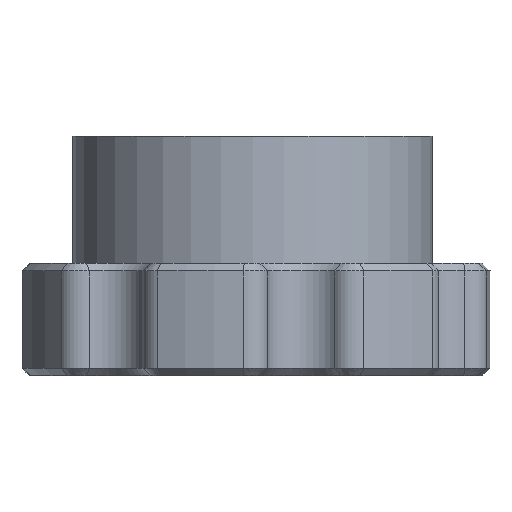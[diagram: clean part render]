
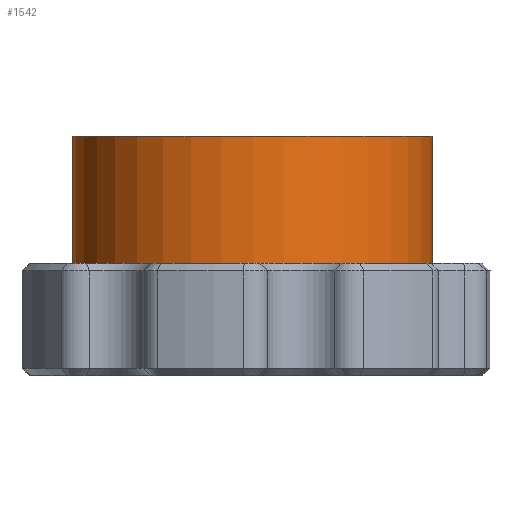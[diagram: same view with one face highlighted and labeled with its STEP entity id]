
A CAD part, left-side view. The second image highlights one B-rep face of the part: STEP entity #1542.
In plain terms, the highlighted cylindrical face has radius 24 mm (diameter 48 mm), a full revolution.
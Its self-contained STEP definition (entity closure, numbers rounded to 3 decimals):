
#96=FACE_OUTER_BOUND('',#200,.T.);
#200=EDGE_LOOP('',(#1085,#1086,#1087,#1088));
#293=CIRCLE('',#1658,24.);
#294=CIRCLE('',#1661,24.);
#445=LINE('',#4472,#538);
#538=VECTOR('',#1907,24.);
#651=VERTEX_POINT('',#4466);
#652=VERTEX_POINT('',#4470);
#807=EDGE_CURVE('',#651,#651,#293,.T.);
#808=EDGE_CURVE('',#652,#652,#294,.T.);
#809=EDGE_CURVE('',#652,#651,#445,.T.);
#1085=ORIENTED_EDGE('',*,*,#808,.F.);
#1086=ORIENTED_EDGE('',*,*,#809,.T.);
#1087=ORIENTED_EDGE('',*,*,#807,.T.);
#1088=ORIENTED_EDGE('',*,*,#809,.F.);
#1498=CYLINDRICAL_SURFACE('',#1660,24.);
#1542=ADVANCED_FACE('',(#96),#1498,.T.);
#1658=AXIS2_PLACEMENT_3D('',#4467,#1899,#1900);
#1660=AXIS2_PLACEMENT_3D('',#4469,#1903,#1904);
#1661=AXIS2_PLACEMENT_3D('',#4471,#1905,#1906);
#1899=DIRECTION('center_axis',(0.,0.,-1.));
#1900=DIRECTION('ref_axis',(1.,0.,0.));
#1903=DIRECTION('center_axis',(0.,0.,-1.));
#1904=DIRECTION('ref_axis',(1.,0.,0.));
#1905=DIRECTION('center_axis',(0.,0.,-1.));
#1906=DIRECTION('ref_axis',(1.,0.,0.));
#1907=DIRECTION('',(0.,0.,1.));
#4466=CARTESIAN_POINT('',(-24.,0.,-250.));
#4467=CARTESIAN_POINT('Origin',(0.,0.,-250.));
#4469=CARTESIAN_POINT('Origin',(0.,0.,-202.));
#4470=CARTESIAN_POINT('',(-24.,0.,-267.));
#4471=CARTESIAN_POINT('Origin',(0.,0.,-267.));
#4472=CARTESIAN_POINT('',(-24.,0.,-202.));
